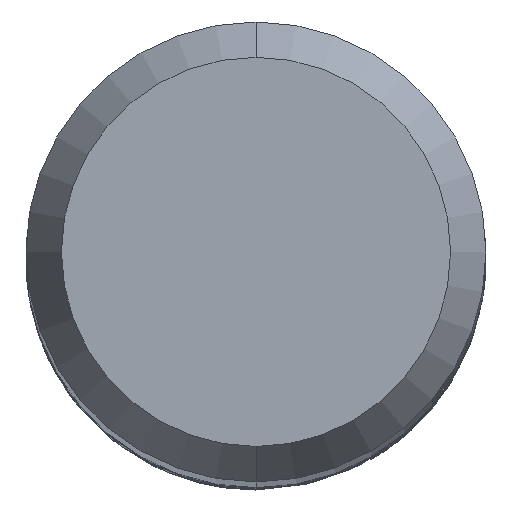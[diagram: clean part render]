
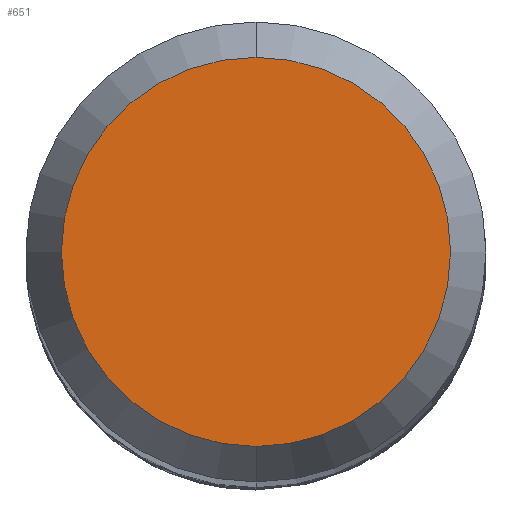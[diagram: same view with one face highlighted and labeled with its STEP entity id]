
A CAD part, top view. The second image highlights one B-rep face of the part: STEP entity #651.
In plain terms, the highlighted planar face has unit normal (0, 0, 1).
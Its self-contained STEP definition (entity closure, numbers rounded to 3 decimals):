
#529=EDGE_CURVE('',#1431,#779,#1495,.T.);
#533=EDGE_CURVE('',#779,#1431,#1499,.T.);
#651=ADVANCED_FACE('',(#1630),#1631,.T.);
#779=VERTEX_POINT('',#1769);
#1431=VERTEX_POINT('',#2476);
#1495=CIRCLE('',#3266,2.538);
#1499=CIRCLE('',#3271,2.538);
#1630=FACE_OUTER_BOUND('',#4690,.T.);
#1631=PLANE('',#4691);
#1769=CARTESIAN_POINT('',(0.0,2.538,0.0));
#2476=CARTESIAN_POINT('',(0.,-2.538,0.0));
#3266=AXIS2_PLACEMENT_3D('',#15784,#15785,#15786);
#3271=AXIS2_PLACEMENT_3D('',#15787,#15788,#15789);
#4690=EDGE_LOOP('',(#15932,#15933));
#4691=AXIS2_PLACEMENT_3D('',#15934,#15935,#15936);
#15784=CARTESIAN_POINT('',(0.0,0.0,0.0));
#15785=DIRECTION('',(0.0,0.0,-1.0));
#15786=DIRECTION('',(0.0,1.0,0.0));
#15787=CARTESIAN_POINT('',(0.0,0.0,0.0));
#15788=DIRECTION('',(0.0,0.0,-1.0));
#15789=DIRECTION('',(0.0,1.0,0.0));
#15932=ORIENTED_EDGE('',*,*,#533,.F.);
#15933=ORIENTED_EDGE('',*,*,#529,.F.);
#15934=CARTESIAN_POINT('',(0.0,1.269,0.0));
#15935=DIRECTION('',(-0.0,0.0,1.0));
#15936=DIRECTION('',(0.0,-1.0,0.0));
